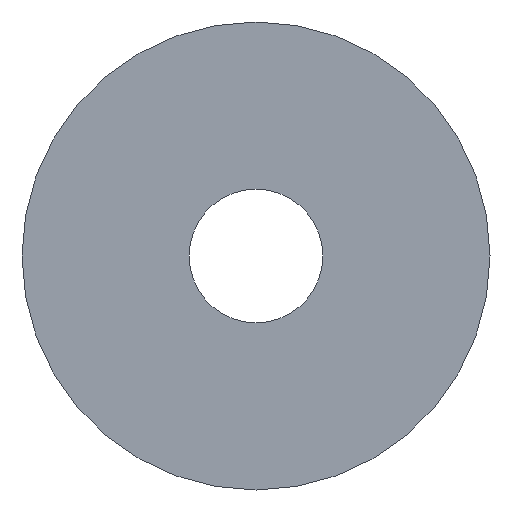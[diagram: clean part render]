
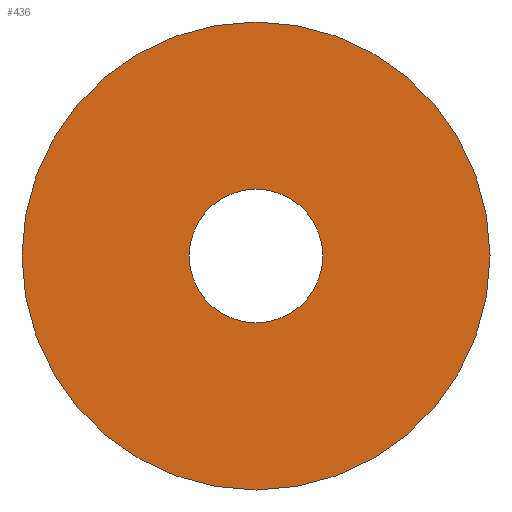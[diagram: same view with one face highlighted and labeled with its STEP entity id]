
A CAD part, front view. The second image highlights one B-rep face of the part: STEP entity #436.
In plain terms, the highlighted planar face has unit normal (0, -1, 0).
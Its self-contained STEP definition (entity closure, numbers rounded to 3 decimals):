
#4 = DIRECTION ( 'NONE',  ( 0., 0., 1. ) ) ;
#31 = CARTESIAN_POINT ( 'NONE',  ( 0., 0., 0. ) ) ;
#35 = CIRCLE ( 'NONE', #464, 10.5 ) ;
#37 = DIRECTION ( 'NONE',  ( 0., 0., 1. ) ) ;
#52 = ORIENTED_EDGE ( 'NONE', *, *, #62, .T. ) ;
#62 = EDGE_CURVE ( 'NONE', #380, #477, #289, .T. ) ;
#63 = CARTESIAN_POINT ( 'NONE',  ( 0., 0., 3. ) ) ;
#64 = CARTESIAN_POINT ( 'NONE',  ( 0., 0., 0. ) ) ;
#65 = ORIENTED_EDGE ( 'NONE', *, *, #377, .T. ) ;
#67 = VERTEX_POINT ( 'NONE', #220 ) ;
#73 = CARTESIAN_POINT ( 'NONE',  ( 0., 0., 0. ) ) ;
#98 = DIRECTION ( 'NONE',  ( 0., 1., 0. ) ) ;
#101 = DIRECTION ( 'NONE',  ( 0., 1., 0. ) ) ;
#109 = ORIENTED_EDGE ( 'NONE', *, *, #410, .F. ) ;
#166 = AXIS2_PLACEMENT_3D ( 'NONE', #31, #174, #213 ) ;
#167 = CARTESIAN_POINT ( 'NONE',  ( 0., 0., 0. ) ) ;
#174 = DIRECTION ( 'NONE',  ( 0., 1., 0. ) ) ;
#185 = DIRECTION ( 'NONE',  ( 0., 1., 0. ) ) ;
#203 = ORIENTED_EDGE ( 'NONE', *, *, #295, .F. ) ;
#211 = DIRECTION ( 'NONE',  ( 0., 0., 1. ) ) ;
#213 = DIRECTION ( 'NONE',  ( 0., 0., 1. ) ) ;
#220 = CARTESIAN_POINT ( 'NONE',  ( 0., 0., -10.5 ) ) ;
#249 = PLANE ( 'NONE',  #166 ) ;
#281 = CARTESIAN_POINT ( 'NONE',  ( 0., 0., 10.5 ) ) ;
#287 = AXIS2_PLACEMENT_3D ( 'NONE', #414, #185, #4 ) ;
#289 = CIRCLE ( 'NONE', #287, 3. ) ;
#292 = CARTESIAN_POINT ( 'NONE',  ( 0., 0., -3. ) ) ;
#293 = DIRECTION ( 'NONE',  ( 0., 1., 0. ) ) ;
#295 = EDGE_CURVE ( 'NONE', #67, #315, #367, .T. ) ;
#308 = EDGE_LOOP ( 'NONE', ( #52, #65 ) ) ;
#315 = VERTEX_POINT ( 'NONE', #281 ) ;
#316 = EDGE_LOOP ( 'NONE', ( #203, #109 ) ) ;
#331 = FACE_BOUND ( 'NONE', #308, .T. ) ;
#363 = FACE_OUTER_BOUND ( 'NONE', #316, .T. ) ;
#367 = CIRCLE ( 'NONE', #439, 10.5 ) ;
#377 = EDGE_CURVE ( 'NONE', #477, #380, #397, .T. ) ;
#380 = VERTEX_POINT ( 'NONE', #63 ) ;
#397 = CIRCLE ( 'NONE', #478, 3. ) ;
#399 = DIRECTION ( 'NONE',  ( 0., 0., 1. ) ) ;
#410 = EDGE_CURVE ( 'NONE', #315, #67, #35, .T. ) ;
#414 = CARTESIAN_POINT ( 'NONE',  ( 0., 0., 0. ) ) ;
#436 = ADVANCED_FACE ( 'NONE', ( #331, #363 ), #249, .F. ) ;
#439 = AXIS2_PLACEMENT_3D ( 'NONE', #167, #101, #211 ) ;
#464 = AXIS2_PLACEMENT_3D ( 'NONE', #73, #293, #37 ) ;
#477 = VERTEX_POINT ( 'NONE', #292 ) ;
#478 = AXIS2_PLACEMENT_3D ( 'NONE', #64, #98, #399 ) ;
